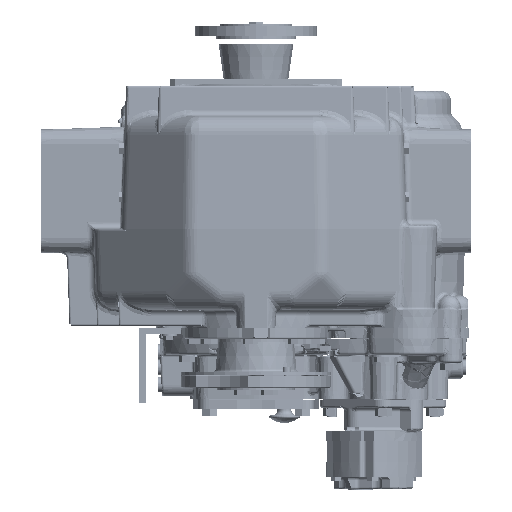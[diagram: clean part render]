
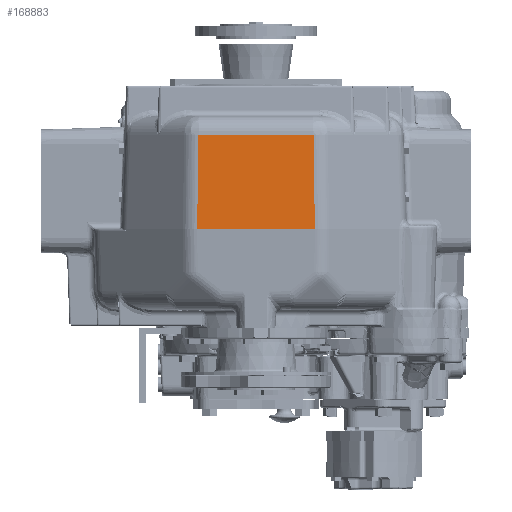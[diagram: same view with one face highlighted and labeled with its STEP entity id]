
A CAD part, front view. The second image highlights one B-rep face of the part: STEP entity #168883.
In plain terms, the highlighted planar face has unit normal (0, -0.999, 0.035).
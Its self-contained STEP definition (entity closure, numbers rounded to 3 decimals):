
#10530 = CARTESIAN_POINT ( 'NONE',  ( 72.649, -345.996, -178.895 ) ) ;
#10532 = CARTESIAN_POINT ( 'NONE',  ( 70.973, -341.948, -62.962 ) ) ;
#10548 = CARTESIAN_POINT ( 'NONE',  ( -70.973, -341.948, -62.962 ) ) ;
#10683 = CARTESIAN_POINT ( 'NONE',  ( -72.649, -345.996, -178.895 ) ) ;
#21844 = AXIS2_PLACEMENT_3D ( 'NONE', #39212, #39277, #39280 ) ;
#37596 = LINE ( 'NONE', #146460, #37599 ) ;
#37599 = VECTOR ( 'NONE', #146479, 1000. ) ;
#37615 = LINE ( 'NONE', #146598, #37624 ) ;
#37624 = VECTOR ( 'NONE', #146605, 1000. ) ;
#37893 = VECTOR ( 'NONE', #225266, 1000. ) ;
#37919 = LINE ( 'NONE', #225264, #37893 ) ;
#37970 = VECTOR ( 'NONE', #225325, 1000. ) ;
#37973 = LINE ( 'NONE', #225322, #37970 ) ;
#39212 = CARTESIAN_POINT ( 'NONE',  ( 0., -346., -179. ) ) ;
#39249 = PLANE ( 'NONE',  #21844 ) ;
#39277 = DIRECTION ( 'NONE',  ( 0., -0.999, 0.035 ) ) ;
#39280 = DIRECTION ( 'NONE',  ( 0., -0.035, -0.999 ) ) ;
#57003 = ORIENTED_EDGE ( 'NONE', *, *, #299766, .T. ) ;
#63565 = FACE_OUTER_BOUND ( 'NONE', #306673, .T. ) ;
#146460 = CARTESIAN_POINT ( 'NONE',  ( 72.636, -345.963, -177.951 ) ) ;
#146479 = DIRECTION ( 'NONE',  ( -0.014, 0.035, 0.999 ) ) ;
#146598 = CARTESIAN_POINT ( 'NONE',  ( 0., -341.948, -62.962 ) ) ;
#146605 = DIRECTION ( 'NONE',  ( -1., 0., 0. ) ) ;
#168883 = ADVANCED_FACE ( 'NONE', ( #63565 ), #39249, .T. ) ;
#219257 = ORIENTED_EDGE ( 'NONE', *, *, #299725, .T. ) ;
#220833 = ORIENTED_EDGE ( 'NONE', *, *, #300263, .T. ) ;
#220960 = ORIENTED_EDGE ( 'NONE', *, *, #300325, .T. ) ;
#225264 = CARTESIAN_POINT ( 'NONE',  ( -72.636, -345.963, -177.951 ) ) ;
#225266 = DIRECTION ( 'NONE',  ( -0.014, -0.035, -0.999 ) ) ;
#225322 = CARTESIAN_POINT ( 'NONE',  ( 0., -345.996, -178.895 ) ) ;
#225325 = DIRECTION ( 'NONE',  ( 1., 0., 0. ) ) ;
#286903 = VERTEX_POINT ( 'NONE', #10530 ) ;
#286907 = VERTEX_POINT ( 'NONE', #10532 ) ;
#286943 = VERTEX_POINT ( 'NONE', #10548 ) ;
#287161 = VERTEX_POINT ( 'NONE', #10683 ) ;
#299725 = EDGE_CURVE ( 'NONE', #286903, #286907, #37596, .T. ) ;
#299766 = EDGE_CURVE ( 'NONE', #286907, #286943, #37615, .T. ) ;
#300263 = EDGE_CURVE ( 'NONE', #286943, #287161, #37919, .T. ) ;
#300325 = EDGE_CURVE ( 'NONE', #287161, #286903, #37973, .T. ) ;
#306673 = EDGE_LOOP ( 'NONE', ( #220833, #220960, #219257, #57003 ) ) ;
